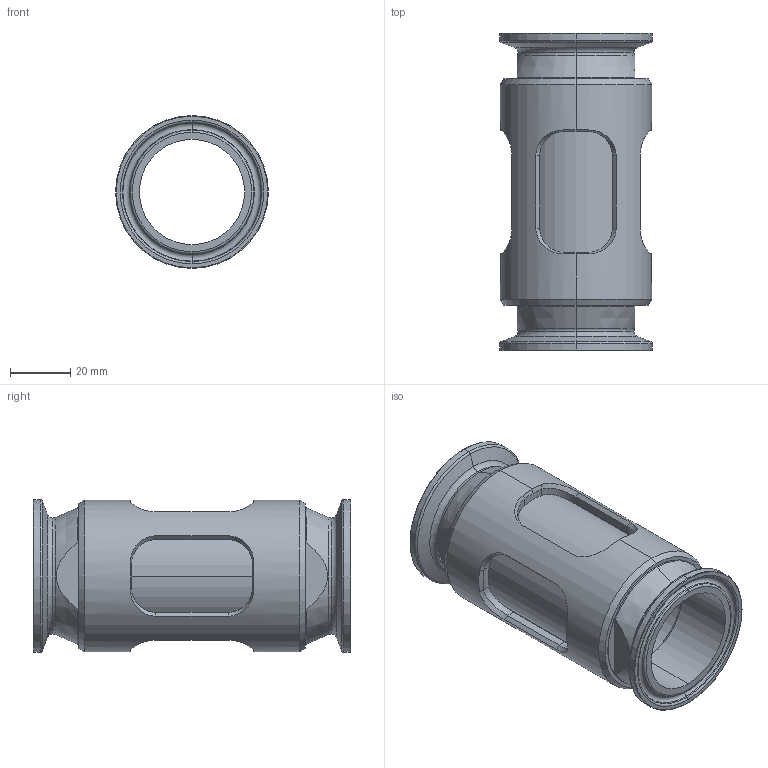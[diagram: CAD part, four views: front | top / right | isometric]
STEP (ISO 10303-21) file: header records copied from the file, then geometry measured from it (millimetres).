
FILE_DESCRIPTION (( 'STEP AP214' ), '1' );
FILE_NAME ('SG.SV.150.STEP', '2020-03-27T10:37:45', ( '' ), ( '' ), 'SwSTEP 2.0', 'SolidWorks 2019', '' );
FILE_SCHEMA (( 'AUTOMOTIVE_DESIGN' ));
Length unit declared in the file: millimetre
Products named in the file (1): SG.SV.150
Bounding box: 50.5 x 105 x 50.5 mm (x, y, z)
Volume: 69861 mm3; surface area: 50162.1 mm2
Topology: 4 solids, 4 shells, 164 faces, 380 edges, 226 vertices
Faces by surface type: plane 46, cylinder 44, cone 30, torus 28, bspline 16
Entity records: 6505 total; most frequent: CARTESIAN_POINT 2711, DIRECTION 768, ORIENTED_EDGE 760, EDGE_CURVE 380, AXIS2_PLACEMENT_3D 323, VERTEX_POINT 226, EDGE_LOOP 182, CIRCLE 174
